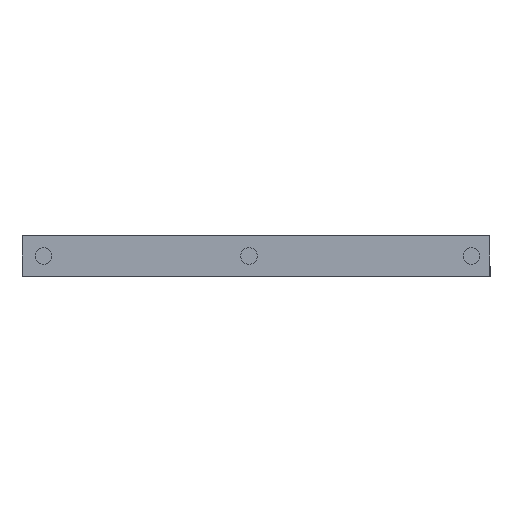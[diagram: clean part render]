
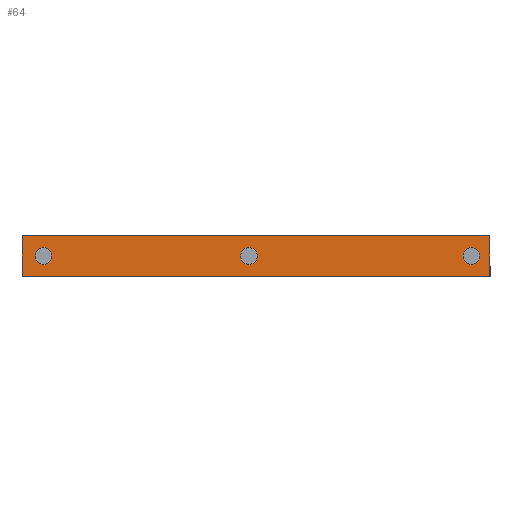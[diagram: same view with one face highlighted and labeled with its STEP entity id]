
A CAD part, front view. The second image highlights one B-rep face of the part: STEP entity #64.
In plain terms, the highlighted planar face has unit normal (0, -1, 0).
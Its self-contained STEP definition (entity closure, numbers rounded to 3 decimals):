
#37 = DIRECTION ( 'NONE',  ( 0., 0., -1. ) ) ;
#56 = AXIS2_PLACEMENT_3D ( 'NONE', #1318, #513, #1862 ) ;
#64 = ADVANCED_FACE ( 'NONE', ( #1912, #1342, #1205, #418 ), #1251, .F. ) ;
#75 = ORIENTED_EDGE ( 'NONE', *, *, #1247, .F. ) ;
#94 = CIRCLE ( 'NONE', #2026, 1.65 ) ;
#109 = LINE ( 'NONE', #2083, #805 ) ;
#112 = CARTESIAN_POINT ( 'NONE',  ( 0., 0., 8. ) ) ;
#148 = VERTEX_POINT ( 'NONE', #1591 ) ;
#206 = DIRECTION ( 'NONE',  ( 0., -1., 0. ) ) ;
#218 = LINE ( 'NONE', #872, #820 ) ;
#220 = EDGE_CURVE ( 'NONE', #650, #398, #109, .T. ) ;
#225 = VERTEX_POINT ( 'NONE', #1774 ) ;
#246 = ORIENTED_EDGE ( 'NONE', *, *, #693, .F. ) ;
#254 = LINE ( 'NONE', #908, #1023 ) ;
#296 = AXIS2_PLACEMENT_3D ( 'NONE', #1918, #631, #297 ) ;
#297 = DIRECTION ( 'NONE',  ( 0., 0., -1. ) ) ;
#310 = VERTEX_POINT ( 'NONE', #1291 ) ;
#376 = LINE ( 'NONE', #689, #534 ) ;
#398 = VERTEX_POINT ( 'NONE', #1465 ) ;
#418 = FACE_OUTER_BOUND ( 'NONE', #958, .T. ) ;
#433 = DIRECTION ( 'NONE',  ( 0., 0., -1. ) ) ;
#450 = DIRECTION ( 'NONE',  ( 1., 0., 0. ) ) ;
#493 = ORIENTED_EDGE ( 'NONE', *, *, #1554, .F. ) ;
#508 = EDGE_LOOP ( 'NONE', ( #652, #869 ) ) ;
#510 = DIRECTION ( 'NONE',  ( 0., 0., -1. ) ) ;
#513 = DIRECTION ( 'NONE',  ( 0., -1., 0. ) ) ;
#534 = VECTOR ( 'NONE', #510, 1000. ) ;
#549 = EDGE_CURVE ( 'NONE', #1208, #310, #1880, .T. ) ;
#582 = CARTESIAN_POINT ( 'NONE',  ( 4.3, 0., 4. ) ) ;
#631 = DIRECTION ( 'NONE',  ( 0., -1., 0. ) ) ;
#650 = VERTEX_POINT ( 'NONE', #112 ) ;
#651 = DIRECTION ( 'NONE',  ( 0., -1., 0. ) ) ;
#652 = ORIENTED_EDGE ( 'NONE', *, *, #1675, .F. ) ;
#658 = CARTESIAN_POINT ( 'NONE',  ( 45.1, 0., 4. ) ) ;
#668 = DIRECTION ( 'NONE',  ( 0., 0., -1. ) ) ;
#689 = CARTESIAN_POINT ( 'NONE',  ( 93., 0., 8. ) ) ;
#693 = EDGE_CURVE ( 'NONE', #148, #979, #1224, .T. ) ;
#694 = CARTESIAN_POINT ( 'NONE',  ( 45.1, 0., 4. ) ) ;
#724 = DIRECTION ( 'NONE',  ( 0., 0., -1. ) ) ;
#733 = VERTEX_POINT ( 'NONE', #1619 ) ;
#743 = CIRCLE ( 'NONE', #56, 1.65 ) ;
#789 = ORIENTED_EDGE ( 'NONE', *, *, #1501, .T. ) ;
#805 = VECTOR ( 'NONE', #450, 1000. ) ;
#820 = VECTOR ( 'NONE', #1707, 1000. ) ;
#822 = EDGE_LOOP ( 'NONE', ( #75, #1881 ) ) ;
#863 = DIRECTION ( 'NONE',  ( 0., -1., 0. ) ) ;
#869 = ORIENTED_EDGE ( 'NONE', *, *, #549, .F. ) ;
#872 = CARTESIAN_POINT ( 'NONE',  ( 0., 0., 0. ) ) ;
#882 = CIRCLE ( 'NONE', #2126, 1.65 ) ;
#908 = CARTESIAN_POINT ( 'NONE',  ( 0., 0., 8. ) ) ;
#922 = EDGE_CURVE ( 'NONE', #398, #1553, #376, .T. ) ;
#930 = DIRECTION ( 'NONE',  ( 0., 1., 0. ) ) ;
#958 = EDGE_LOOP ( 'NONE', ( #1695, #1559, #2101, #789 ) ) ;
#979 = VERTEX_POINT ( 'NONE', #1188 ) ;
#1023 = VECTOR ( 'NONE', #724, 1000. ) ;
#1081 = DIRECTION ( 'NONE',  ( 0., -1., 0. ) ) ;
#1116 = CARTESIAN_POINT ( 'NONE',  ( 89.3, 0., 4. ) ) ;
#1148 = EDGE_CURVE ( 'NONE', #733, #1355, #882, .T. ) ;
#1181 = CARTESIAN_POINT ( 'NONE',  ( 0., 0., 8. ) ) ;
#1188 = CARTESIAN_POINT ( 'NONE',  ( 89.3, 0., 2.35 ) ) ;
#1205 = FACE_BOUND ( 'NONE', #822, .T. ) ;
#1208 = VERTEX_POINT ( 'NONE', #1942 ) ;
#1224 = CIRCLE ( 'NONE', #296, 1.65 ) ;
#1247 = EDGE_CURVE ( 'NONE', #1355, #733, #743, .T. ) ;
#1251 = PLANE ( 'NONE',  #1844 ) ;
#1291 = CARTESIAN_POINT ( 'NONE',  ( 45.1, 0., 2.35 ) ) ;
#1318 = CARTESIAN_POINT ( 'NONE',  ( 4.3, 0., 4. ) ) ;
#1325 = AXIS2_PLACEMENT_3D ( 'NONE', #694, #206, #37 ) ;
#1342 = FACE_BOUND ( 'NONE', #508, .T. ) ;
#1355 = VERTEX_POINT ( 'NONE', #1852 ) ;
#1465 = CARTESIAN_POINT ( 'NONE',  ( 93., 0., 8. ) ) ;
#1501 = EDGE_CURVE ( 'NONE', #650, #225, #254, .T. ) ;
#1513 = EDGE_LOOP ( 'NONE', ( #493, #246 ) ) ;
#1553 = VERTEX_POINT ( 'NONE', #1760 ) ;
#1554 = EDGE_CURVE ( 'NONE', #979, #148, #94, .T. ) ;
#1559 = ORIENTED_EDGE ( 'NONE', *, *, #922, .F. ) ;
#1591 = CARTESIAN_POINT ( 'NONE',  ( 89.3, 0., 5.65 ) ) ;
#1619 = CARTESIAN_POINT ( 'NONE',  ( 4.3, 0., 5.65 ) ) ;
#1675 = EDGE_CURVE ( 'NONE', #310, #1208, #1854, .T. ) ;
#1693 = DIRECTION ( 'NONE',  ( 0., 0., 1. ) ) ;
#1695 = ORIENTED_EDGE ( 'NONE', *, *, #1898, .T. ) ;
#1707 = DIRECTION ( 'NONE',  ( 1., 0., 0. ) ) ;
#1760 = CARTESIAN_POINT ( 'NONE',  ( 93., 0., 0. ) ) ;
#1765 = DIRECTION ( 'NONE',  ( 0., 0., -1. ) ) ;
#1774 = CARTESIAN_POINT ( 'NONE',  ( 0., 0., 0. ) ) ;
#1844 = AXIS2_PLACEMENT_3D ( 'NONE', #1181, #930, #1693 ) ;
#1852 = CARTESIAN_POINT ( 'NONE',  ( 4.3, 0., 2.35 ) ) ;
#1854 = CIRCLE ( 'NONE', #2023, 1.65 ) ;
#1862 = DIRECTION ( 'NONE',  ( 0., 0., -1. ) ) ;
#1880 = CIRCLE ( 'NONE', #1325, 1.65 ) ;
#1881 = ORIENTED_EDGE ( 'NONE', *, *, #1148, .F. ) ;
#1898 = EDGE_CURVE ( 'NONE', #225, #1553, #218, .T. ) ;
#1912 = FACE_BOUND ( 'NONE', #1513, .T. ) ;
#1918 = CARTESIAN_POINT ( 'NONE',  ( 89.3, 0., 4. ) ) ;
#1942 = CARTESIAN_POINT ( 'NONE',  ( 45.1, 0., 5.65 ) ) ;
#2023 = AXIS2_PLACEMENT_3D ( 'NONE', #658, #863, #668 ) ;
#2026 = AXIS2_PLACEMENT_3D ( 'NONE', #1116, #651, #433 ) ;
#2083 = CARTESIAN_POINT ( 'NONE',  ( 0., 0., 8. ) ) ;
#2101 = ORIENTED_EDGE ( 'NONE', *, *, #220, .F. ) ;
#2126 = AXIS2_PLACEMENT_3D ( 'NONE', #582, #1081, #1765 ) ;
